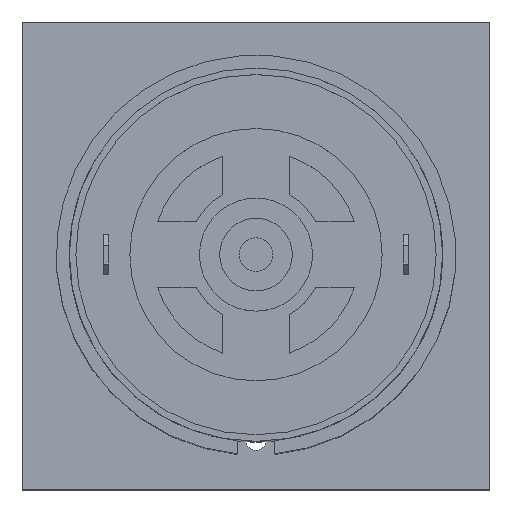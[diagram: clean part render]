
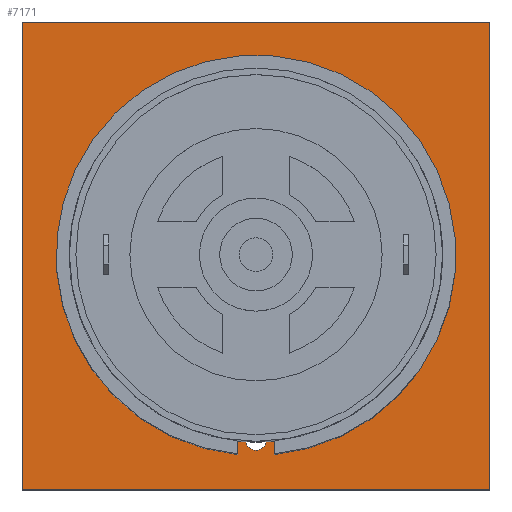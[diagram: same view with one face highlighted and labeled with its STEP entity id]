
A CAD part, top view. The second image highlights one B-rep face of the part: STEP entity #7171.
In plain terms, the highlighted planar face has unit normal (0, 0, 1).
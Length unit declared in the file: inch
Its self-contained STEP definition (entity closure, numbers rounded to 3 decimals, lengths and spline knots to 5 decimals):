
#5086=CARTESIAN_POINT('',(-0.25591,0.,0.15));
#5087=VERTEX_POINT('',#5086);
#5096=CARTESIAN_POINT('',(0.25591,0.,0.15));
#5097=VERTEX_POINT('',#5096);
#5098=CARTESIAN_POINT('',(0.0,0.0,0.15));
#5099=DIRECTION('',(0.0,0.0,-1.0));
#5100=DIRECTION('',(-1.0,0.0,0.0));
#5101=AXIS2_PLACEMENT_3D('',#5098,#5099,#5100);
#5102=CIRCLE('',#5101,0.25591);
#5103=EDGE_CURVE('',#5097,#5087,#5102,.T.);
#5151=CARTESIAN_POINT('',(0.05906,-0.49213,0.15));
#5152=VERTEX_POINT('',#5151);
#5168=CARTESIAN_POINT('',(-0.05906,-0.49213,0.15));
#5169=VERTEX_POINT('',#5168);
#5176=CARTESIAN_POINT('',(0.,-0.49213,0.15));
#5177=DIRECTION('',(0.0,0.0,-1.0));
#5178=DIRECTION('',(1.0,0.0,0.0));
#5179=AXIS2_PLACEMENT_3D('',#5176,#5177,#5178);
#5180=CIRCLE('',#5179,0.05906);
#5181=EDGE_CURVE('',#5152,#5169,#5180,.T.);
#5387=CARTESIAN_POINT('',(-0.05906,0.49213,0.15));
#5388=VERTEX_POINT('',#5387);
#5404=CARTESIAN_POINT('',(0.05906,0.49213,0.15));
#5405=VERTEX_POINT('',#5404);
#5412=CARTESIAN_POINT('',(0.,0.49213,0.15));
#5413=DIRECTION('',(0.0,0.0,-1.0));
#5414=DIRECTION('',(-1.0,0.0,0.0));
#5415=AXIS2_PLACEMENT_3D('',#5412,#5413,#5414);
#5416=CIRCLE('',#5415,0.05906);
#5417=EDGE_CURVE('',#5388,#5405,#5416,.T.);
#5621=CARTESIAN_POINT('',(-0.03963,0.68898,0.15));
#5622=VERTEX_POINT('',#5621);
#5631=CARTESIAN_POINT('',(0.03963,0.68898,0.15));
#5632=VERTEX_POINT('',#5631);
#5633=CARTESIAN_POINT('',(0.0,0.68898,0.15));
#5634=DIRECTION('',(0.0,0.0,-1.0));
#5635=DIRECTION('',(-1.0,0.0,0.0));
#5636=AXIS2_PLACEMENT_3D('',#5633,#5634,#5635);
#5637=CIRCLE('',#5636,0.03963);
#5638=EDGE_CURVE('',#5632,#5622,#5637,.T.);
#5684=CARTESIAN_POINT('',(-0.68898,-0.03963,0.15));
#5685=VERTEX_POINT('',#5684);
#5694=CARTESIAN_POINT('',(-0.68898,0.03963,0.15));
#5695=VERTEX_POINT('',#5694);
#5696=CARTESIAN_POINT('',(-0.68898,0.,0.15));
#5697=DIRECTION('',(0.0,0.0,-1.0));
#5698=DIRECTION('',(0.0,-1.0,0.0));
#5699=AXIS2_PLACEMENT_3D('',#5696,#5697,#5698);
#5700=CIRCLE('',#5699,0.03963);
#5701=EDGE_CURVE('',#5695,#5685,#5700,.T.);
#5747=CARTESIAN_POINT('',(0.68898,0.03963,0.15));
#5748=VERTEX_POINT('',#5747);
#5757=CARTESIAN_POINT('',(0.68898,-0.03963,0.15));
#5758=VERTEX_POINT('',#5757);
#5759=CARTESIAN_POINT('',(0.68898,0.,0.15));
#5760=DIRECTION('',(0.0,0.0,-1.0));
#5761=DIRECTION('',(0.0,1.0,0.0));
#5762=AXIS2_PLACEMENT_3D('',#5759,#5760,#5761);
#5763=CIRCLE('',#5762,0.03963);
#5764=EDGE_CURVE('',#5758,#5748,#5763,.T.);
#5810=CARTESIAN_POINT('',(0.03963,-0.68898,0.15));
#5811=VERTEX_POINT('',#5810);
#5820=CARTESIAN_POINT('',(-0.03963,-0.68898,0.15));
#5821=VERTEX_POINT('',#5820);
#5822=CARTESIAN_POINT('',(0.,-0.68898,0.15));
#5823=DIRECTION('',(0.0,0.0,-1.0));
#5824=DIRECTION('',(1.0,0.0,0.0));
#5825=AXIS2_PLACEMENT_3D('',#5822,#5823,#5824);
#5826=CIRCLE('',#5825,0.03963);
#5827=EDGE_CURVE('',#5821,#5811,#5826,.T.);
#6450=CARTESIAN_POINT('',(0.,-0.68898,0.15));
#6451=DIRECTION('',(0.0,0.0,-1.0));
#6452=DIRECTION('',(1.0,0.0,0.0));
#6453=AXIS2_PLACEMENT_3D('',#6450,#6451,#6452);
#6454=CIRCLE('',#6453,0.03963);
#6455=EDGE_CURVE('',#5811,#5821,#6454,.T.);
#6495=CARTESIAN_POINT('',(0.68898,0.,0.15));
#6496=DIRECTION('',(0.0,0.0,-1.0));
#6497=DIRECTION('',(0.0,1.0,0.0));
#6498=AXIS2_PLACEMENT_3D('',#6495,#6496,#6497);
#6499=CIRCLE('',#6498,0.03963);
#6500=EDGE_CURVE('',#5748,#5758,#6499,.T.);
#6540=CARTESIAN_POINT('',(-0.68898,0.,0.15));
#6541=DIRECTION('',(0.0,0.0,-1.0));
#6542=DIRECTION('',(0.0,-1.0,0.0));
#6543=AXIS2_PLACEMENT_3D('',#6540,#6541,#6542);
#6544=CIRCLE('',#6543,0.03963);
#6545=EDGE_CURVE('',#5685,#5695,#6544,.T.);
#6585=CARTESIAN_POINT('',(0.0,0.68898,0.15));
#6586=DIRECTION('',(0.0,0.0,-1.0));
#6587=DIRECTION('',(-1.0,0.0,0.0));
#6588=AXIS2_PLACEMENT_3D('',#6585,#6586,#6587);
#6589=CIRCLE('',#6588,0.03963);
#6590=EDGE_CURVE('',#5622,#5632,#6589,.T.);
#6770=CARTESIAN_POINT('',(0.,0.49213,0.15));
#6771=DIRECTION('',(0.0,0.0,-1.0));
#6772=DIRECTION('',(-1.0,0.0,0.0));
#6773=AXIS2_PLACEMENT_3D('',#6770,#6771,#6772);
#6774=CIRCLE('',#6773,0.05906);
#6775=EDGE_CURVE('',#5405,#5388,#6774,.T.);
#6969=CARTESIAN_POINT('',(0.,-0.49213,0.15));
#6970=DIRECTION('',(0.0,0.0,-1.0));
#6971=DIRECTION('',(1.0,0.0,0.0));
#6972=AXIS2_PLACEMENT_3D('',#6969,#6970,#6971);
#6973=CIRCLE('',#6972,0.05906);
#6974=EDGE_CURVE('',#5169,#5152,#6973,.T.);
#7010=CARTESIAN_POINT('',(0.0,0.0,0.15));
#7011=DIRECTION('',(0.0,0.0,-1.0));
#7012=DIRECTION('',(-1.0,0.0,0.0));
#7013=AXIS2_PLACEMENT_3D('',#7010,#7011,#7012);
#7014=CIRCLE('',#7013,0.25591);
#7015=EDGE_CURVE('',#5087,#5097,#7014,.T.);
#7025=CARTESIAN_POINT('',(0.875,0.875,0.15));
#7026=VERTEX_POINT('',#7025);
#7027=CARTESIAN_POINT('',(0.875,-0.875,0.15));
#7028=VERTEX_POINT('',#7027);
#7029=CARTESIAN_POINT('',(0.875,0.875,0.15));
#7030=DIRECTION('',(0.0,-1.0,0.0));
#7031=VECTOR('',#7030,1.75);
#7032=LINE('',#7029,#7031);
#7033=EDGE_CURVE('',#7026,#7028,#7032,.T.);
#7064=CARTESIAN_POINT('',(-0.875,-0.875,0.15));
#7065=VERTEX_POINT('',#7064);
#7066=CARTESIAN_POINT('',(0.875,-0.875,0.15));
#7067=DIRECTION('',(-1.0,0.0,0.0));
#7068=VECTOR('',#7067,1.75);
#7069=LINE('',#7066,#7068);
#7070=EDGE_CURVE('',#7028,#7065,#7069,.T.);
#7088=CARTESIAN_POINT('',(-0.875,0.875,0.15));
#7089=VERTEX_POINT('',#7088);
#7090=CARTESIAN_POINT('',(-0.875,-0.875,0.15));
#7091=DIRECTION('',(0.0,1.0,0.0));
#7092=VECTOR('',#7091,1.75);
#7093=LINE('',#7090,#7092);
#7094=EDGE_CURVE('',#7065,#7089,#7093,.T.);
#7120=CARTESIAN_POINT('',(-0.875,0.875,0.15));
#7121=DIRECTION('',(1.0,0.0,0.0));
#7122=VECTOR('',#7121,1.75);
#7123=LINE('',#7120,#7122);
#7124=EDGE_CURVE('',#7089,#7026,#7123,.T.);
#7132=CARTESIAN_POINT('',(0.0,0.,0.15));
#7133=DIRECTION('',(0.0,0.0,1.0));
#7134=DIRECTION('',(1.0,0.0,0.0));
#7135=AXIS2_PLACEMENT_3D('',#7132,#7133,#7134);
#7136=PLANE('',#7135);
#7137=ORIENTED_EDGE('',*,*,#7033,.F.);
#7138=ORIENTED_EDGE('',*,*,#7124,.F.);
#7139=ORIENTED_EDGE('',*,*,#7094,.F.);
#7140=ORIENTED_EDGE('',*,*,#7070,.F.);
#7141=EDGE_LOOP('',(#7137,#7138,#7139,#7140));
#7142=FACE_OUTER_BOUND('',#7141,.T.);
#7143=ORIENTED_EDGE('',*,*,#5827,.T.);
#7144=ORIENTED_EDGE('',*,*,#6455,.T.);
#7145=EDGE_LOOP('',(#7143,#7144));
#7146=FACE_BOUND('',#7145,.T.);
#7147=ORIENTED_EDGE('',*,*,#5764,.T.);
#7148=ORIENTED_EDGE('',*,*,#6500,.T.);
#7149=EDGE_LOOP('',(#7147,#7148));
#7150=FACE_BOUND('',#7149,.T.);
#7151=ORIENTED_EDGE('',*,*,#5701,.T.);
#7152=ORIENTED_EDGE('',*,*,#6545,.T.);
#7153=EDGE_LOOP('',(#7151,#7152));
#7154=FACE_BOUND('',#7153,.T.);
#7155=ORIENTED_EDGE('',*,*,#5638,.T.);
#7156=ORIENTED_EDGE('',*,*,#6590,.T.);
#7157=EDGE_LOOP('',(#7155,#7156));
#7158=FACE_BOUND('',#7157,.T.);
#7159=ORIENTED_EDGE('',*,*,#5417,.T.);
#7160=ORIENTED_EDGE('',*,*,#6775,.T.);
#7161=EDGE_LOOP('',(#7159,#7160));
#7162=FACE_BOUND('',#7161,.T.);
#7163=ORIENTED_EDGE('',*,*,#5181,.T.);
#7164=ORIENTED_EDGE('',*,*,#6974,.T.);
#7165=EDGE_LOOP('',(#7163,#7164));
#7166=FACE_BOUND('',#7165,.T.);
#7167=ORIENTED_EDGE('',*,*,#5103,.T.);
#7168=ORIENTED_EDGE('',*,*,#7015,.T.);
#7169=EDGE_LOOP('',(#7167,#7168));
#7170=FACE_BOUND('',#7169,.T.);
#7171=ADVANCED_FACE('',(#7142,#7146,#7150,#7154,#7158,#7162,#7166,#7170),#7136,.T.);
